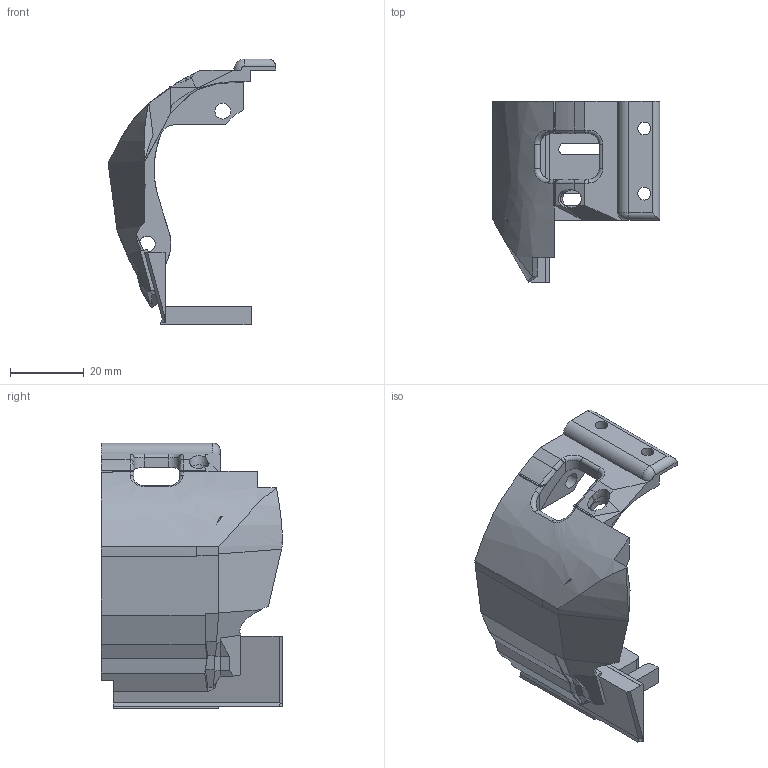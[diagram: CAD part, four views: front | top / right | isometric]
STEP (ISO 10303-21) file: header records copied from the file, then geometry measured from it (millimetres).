
FILE_DESCRIPTION(/* description */ ('STEP AP242','CAx-IF Rec.Pracs.---Representation and Presentation of Product Manufacturing Information (PMI)---4.0---2014-10-13','CAx-IF Rec.Pracs.---3D Tessellated Geometry---0.4---2014-09-14','2;1'),/* implementation_level */ '2;1');
FILE_NAME(/* name */ '668381e5ffd07a156db08da9',/* time_stamp */ '2024-07-02T04:28:21Z',/* author */ (''),/* organization */ (''),/* preprocessor_version */ 'ST-DEVELOPER v20',/* originating_system */ ' ',/* authorisation */ ' ');
FILE_SCHEMA (('AP242_MANAGED_MODEL_BASED_3D_ENGINEERING_MIM_LF { 1 0 10303 442 1 1 4 }'));
Length unit declared in the file: metre
Products named in the file (1): rear toolhead cover left
Bounding box: 45.41 x 49.17 x 72.15 mm (x, y, z)
Volume: 24099.1 mm3; surface area: 12479.7 mm2
Topology: 1 solids, 1 shells, 194 faces, 554 edges, 358 vertices
Faces by surface type: plane 126, cylinder 44, bspline 16, torus 5, cone 3
Full cylindrical faces by diameter (mm): 3.5 x2, 4.3 x3, 5 x1
Entity records: 7109 total; most frequent: CARTESIAN_POINT 2169, ORIENTED_EDGE 1090, DIRECTION 924, EDGE_CURVE 545, LINE 378, VECTOR 378, VERTEX_POINT 355, AXIS2_PLACEMENT_3D 273
